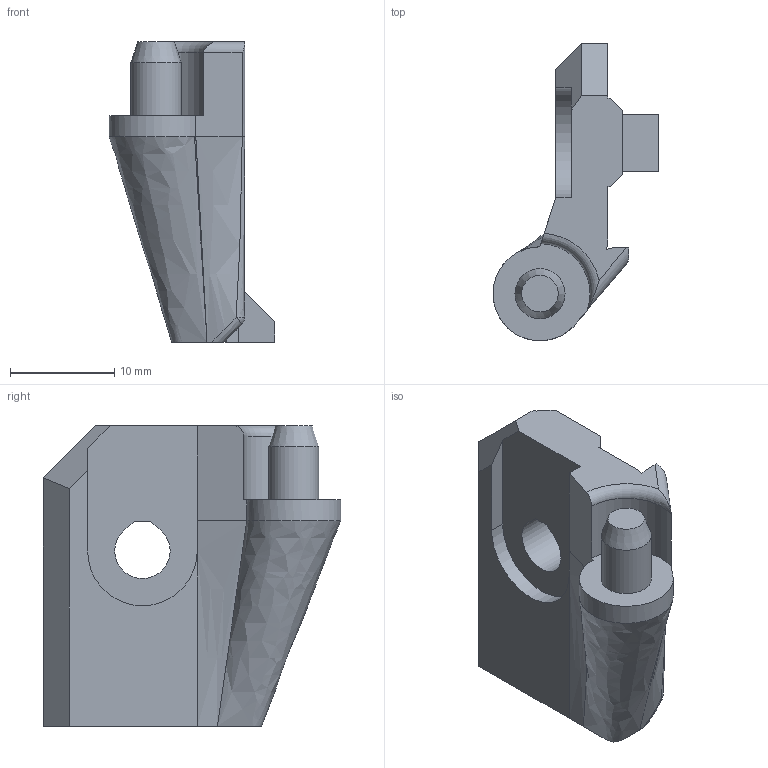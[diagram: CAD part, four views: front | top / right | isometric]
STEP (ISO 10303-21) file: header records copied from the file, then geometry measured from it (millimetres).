
FILE_DESCRIPTION(/* description */ (''),/* implementation_level */ '2;1');
FILE_NAME(/* name */ 'rambo_lid_lower_hinge.step',/* time_stamp */ '2018-02-20T21:33:55+01:00',/* author */ ('gregsaun'),/* organization */ (''),/* preprocessor_version */ 'ST-DEVELOPER v16.13',/* originating_system */ 'Autodesk Translation Framework v6.5.0.72',/* authorisation */ '');
FILE_SCHEMA (('AUTOMOTIVE_DESIGN { 1 0 10303 214 3 1 1 }'));
Length unit declared in the file: millimetre
Products named in the file (1): rambo_lid_lower_hinge
Bounding box: 15.9 x 28.5 x 28.8 mm (x, y, z)
Volume: 3963.8 mm3; surface area: 2352.2 mm2
Topology: 1 solids, 2 shells, 59 faces, 147 edges, 95 vertices
Faces by surface type: plane 38, cylinder 12, bspline 6, sphere 1, torus 1, cone 1
Full cylindrical faces by diameter (mm): 0.101 x1, 1.5 x3, 4.8 x1
Entity records: 1973 total; most frequent: CARTESIAN_POINT 541, ORIENTED_EDGE 292, DIRECTION 271, EDGE_CURVE 146, LINE 105, VECTOR 105, VERTEX_POINT 95, AXIS2_PLACEMENT_3D 83
